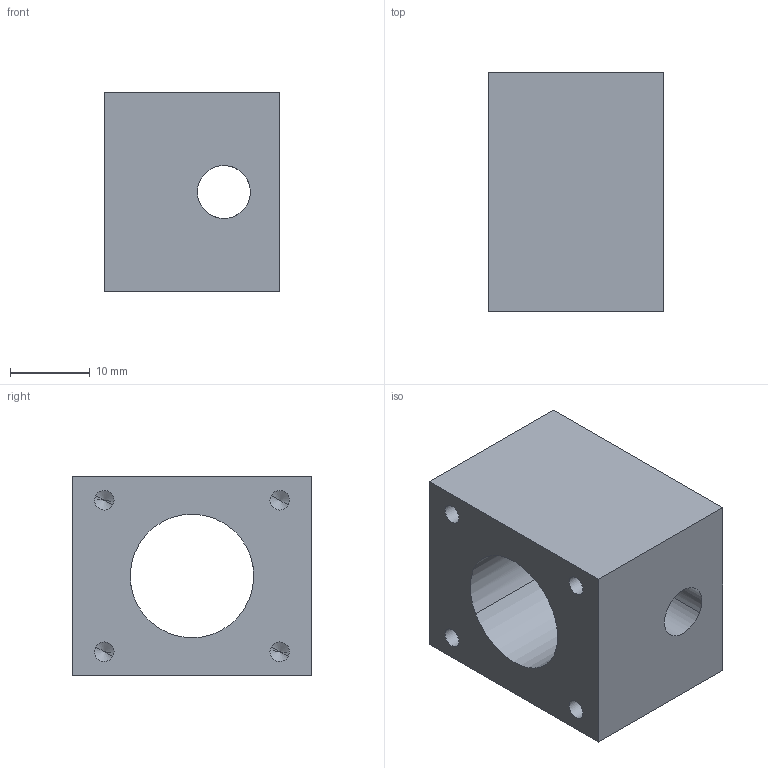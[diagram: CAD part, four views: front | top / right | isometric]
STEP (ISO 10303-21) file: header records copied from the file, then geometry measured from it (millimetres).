
FILE_DESCRIPTION(('CATIA V5 STEP Exchange'),'2;1');
FILE_NAME('02-14-0009.2.stp','2018-08-16T09:19:55+00:00',('none'),('none'),'Version 5-6 Release 2012','CATIA V5 STEP AP203','none');
FILE_SCHEMA(('CONFIG_CONTROL_DESIGN'));
Length unit declared in the file: millimetre
Products named in the file (1): 02-14-0009.2
Bounding box: 22 x 30 x 25 mm (x, y, z)
Volume: 11543.5 mm3; surface area: 5258.1 mm2
Topology: 1 solids, 1 shells, 28 faces, 70 edges, 40 vertices
Faces by surface type: cylinder 14, cone 8, plane 6
Entity records: 796 total; most frequent: CARTESIAN_POINT 175, ORIENTED_EDGE 124, DIRECTION 90, EDGE_CURVE 62, AXIS2_PLACEMENT_3D 41, VERTEX_POINT 40, EDGE_LOOP 38, VECTOR 34
